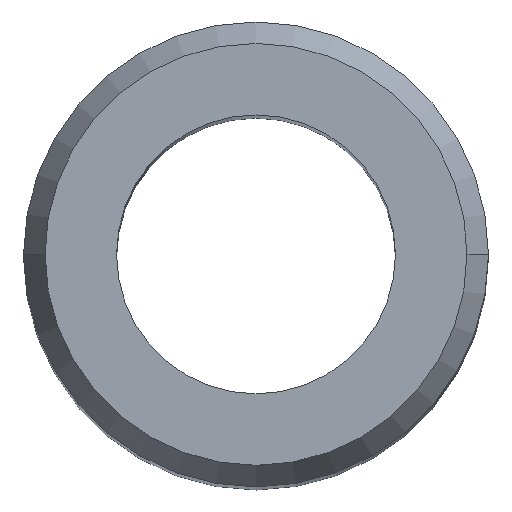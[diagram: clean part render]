
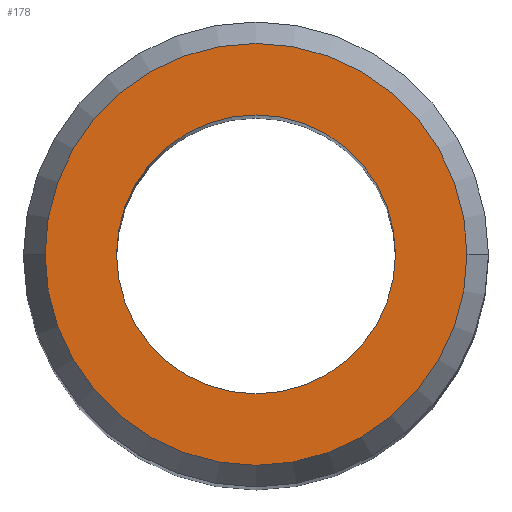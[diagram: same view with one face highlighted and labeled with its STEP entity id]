
A CAD part, top view. The second image highlights one B-rep face of the part: STEP entity #178.
In plain terms, the highlighted planar face has unit normal (0, 0, 1).
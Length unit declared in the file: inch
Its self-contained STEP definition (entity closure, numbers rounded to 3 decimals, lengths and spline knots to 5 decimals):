
#29=CARTESIAN_POINT('',(0.,0.,0.5));
#30=DIRECTION('',(0.,0.,-1.));
#31=DIRECTION('',(1.,0.,0.));
#32=AXIS2_PLACEMENT_3D('',#29,#30,#31);
#34=CARTESIAN_POINT('',(0.,0.,0.5));
#35=DIRECTION('',(0.,0.,-1.));
#36=DIRECTION('',(-1.,0.,0.));
#37=AXIS2_PLACEMENT_3D('',#34,#35,#36);
#39=CARTESIAN_POINT('',(0.,0.,0.5));
#40=DIRECTION('',(0.,0.,1.));
#41=DIRECTION('',(-1.,0.,0.));
#42=AXIS2_PLACEMENT_3D('',#39,#40,#41);
#44=CARTESIAN_POINT('',(0.,0.,0.5));
#45=DIRECTION('',(0.,0.,1.));
#46=DIRECTION('',(1.,0.,0.));
#47=AXIS2_PLACEMENT_3D('',#44,#45,#46);
#97=CARTESIAN_POINT('',(0.0375,0.,0.5));
#98=CARTESIAN_POINT('',(-0.0375,0.,0.5));
#99=VERTEX_POINT('',#97);
#100=VERTEX_POINT('',#98);
#109=CARTESIAN_POINT('',(-0.05673,0.,0.5));
#110=CARTESIAN_POINT('',(0.05673,0.,0.5));
#111=VERTEX_POINT('',#109);
#112=VERTEX_POINT('',#110);
#163=CARTESIAN_POINT('',(0.,0.,0.5));
#164=DIRECTION('',(0.,0.,1.));
#165=DIRECTION('',(1.,0.,0.));
#166=AXIS2_PLACEMENT_3D('',#163,#164,#165);
#167=PLANE('',#166);
#169=ORIENTED_EDGE('',*,*,#168,.F.);
#171=ORIENTED_EDGE('',*,*,#170,.F.);
#172=EDGE_LOOP('',(#169,#171));
#173=FACE_OUTER_BOUND('',#172,.F.);
#174=ORIENTED_EDGE('',*,*,#143,.F.);
#175=ORIENTED_EDGE('',*,*,#157,.F.);
#176=EDGE_LOOP('',(#174,#175));
#177=FACE_BOUND('',#176,.F.);
#178=ADVANCED_FACE('',(#173,#177),#167,.T.);
#33=CIRCLE('',#32,0.0375);
#38=CIRCLE('',#37,0.0375);
#43=CIRCLE('',#42,0.05673);
#48=CIRCLE('',#47,0.05673);
#143=EDGE_CURVE('',#99,#100,#33,.T.);
#157=EDGE_CURVE('',#100,#99,#38,.T.);
#168=EDGE_CURVE('',#111,#112,#43,.T.);
#170=EDGE_CURVE('',#112,#111,#48,.T.);
